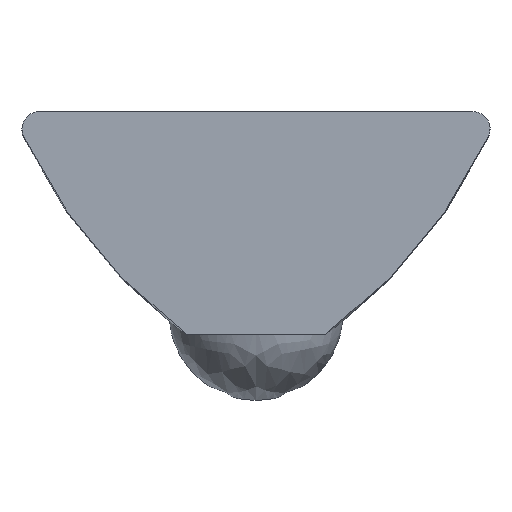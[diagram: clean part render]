
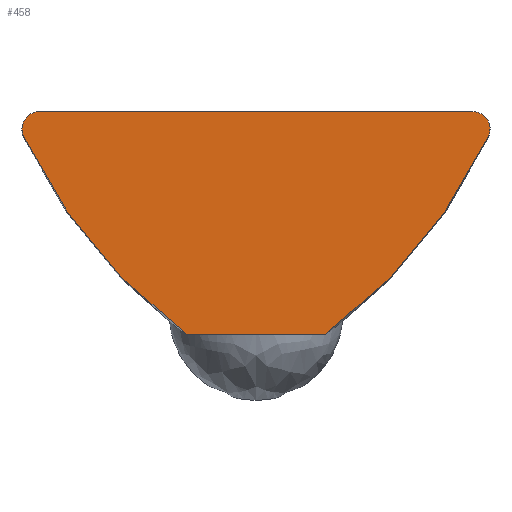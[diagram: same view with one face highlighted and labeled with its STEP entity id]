
A CAD part, top view. The second image highlights one B-rep face of the part: STEP entity #458.
In plain terms, the highlighted planar face has unit normal (0, 0, 1).
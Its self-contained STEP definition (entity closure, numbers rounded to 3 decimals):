
#45 = CIRCLE ( 'NONE', #837, 0.5 ) ;
#58 = DIRECTION ( 'NONE',  ( 0., 0., 1. ) ) ;
#62 = CARTESIAN_POINT ( 'NONE',  ( 0., -7.2, 22. ) ) ;
#63 = CARTESIAN_POINT ( 'NONE',  ( -6.686, -1.513, 22. ) ) ;
#89 = CARTESIAN_POINT ( 'NONE',  ( 0., 0., 22. ) ) ;
#121 = CARTESIAN_POINT ( 'NONE',  ( -6.233, -0.8, 22. ) ) ;
#122 = CIRCLE ( 'NONE', #504, 0.5 ) ;
#123 = CARTESIAN_POINT ( 'NONE',  ( 4.3, -0.8, 22. ) ) ;
#132 = VECTOR ( 'NONE', #770, 1000. ) ;
#148 = VERTEX_POINT ( 'NONE', #691 ) ;
#169 = ORIENTED_EDGE ( 'NONE', *, *, #809, .F. ) ;
#175 = CIRCLE ( 'NONE', #806, 0.5 ) ;
#182 = CARTESIAN_POINT ( 'NONE',  ( -6.233, -1.3, 22. ) ) ;
#192 = FACE_OUTER_BOUND ( 'NONE', #512, .T. ) ;
#193 = DIRECTION ( 'NONE',  ( 0., 0., 1. ) ) ;
#214 = EDGE_CURVE ( 'NONE', #776, #225, #45, .T. ) ;
#225 = VERTEX_POINT ( 'NONE', #696 ) ;
#226 = ORIENTED_EDGE ( 'NONE', *, *, #553, .T. ) ;
#245 = CARTESIAN_POINT ( 'NONE',  ( 6.233, -0.8, 22. ) ) ;
#253 = DIRECTION ( 'NONE',  ( -1., 0., 0. ) ) ;
#255 = CARTESIAN_POINT ( 'NONE',  ( -6.233, -1.3, 22. ) ) ;
#260 = VERTEX_POINT ( 'NONE', #63 ) ;
#272 = AXIS2_PLACEMENT_3D ( 'NONE', #89, #193, #348 ) ;
#278 = VERTEX_POINT ( 'NONE', #121 ) ;
#294 = EDGE_CURVE ( 'NONE', #278, #462, #175, .T. ) ;
#315 = CARTESIAN_POINT ( 'NONE',  ( 6.233, -1.3, 22. ) ) ;
#328 = DIRECTION ( 'NONE',  ( 1., 0., 0. ) ) ;
#348 = DIRECTION ( 'NONE',  ( 1., 0., 0. ) ) ;
#369 = ORIENTED_EDGE ( 'NONE', *, *, #214, .F. ) ;
#410 = CARTESIAN_POINT ( 'NONE',  ( -6.879, 4.89, 22. ) ) ;
#418 = EDGE_CURVE ( 'NONE', #538, #225, #672, .T. ) ;
#450 = DIRECTION ( 'NONE',  ( 0., 0., 1. ) ) ;
#458 = ADVANCED_FACE ( 'NONE', ( #192 ), #582, .T. ) ;
#462 = VERTEX_POINT ( 'NONE', #527 ) ;
#473 = AXIS2_PLACEMENT_3D ( 'NONE', #410, #722, #585 ) ;
#504 = AXIS2_PLACEMENT_3D ( 'NONE', #182, #58, #772 ) ;
#512 = EDGE_LOOP ( 'NONE', ( #805, #369, #169, #841, #765, #226, #634 ) ) ;
#527 = CARTESIAN_POINT ( 'NONE',  ( -6.733, -1.3, 22. ) ) ;
#536 = LINE ( 'NONE', #123, #604 ) ;
#538 = VERTEX_POINT ( 'NONE', #803 ) ;
#553 = EDGE_CURVE ( 'NONE', #260, #148, #695, .T. ) ;
#582 = PLANE ( 'NONE',  #272 ) ;
#585 = DIRECTION ( 'NONE',  ( -1., 0., 0. ) ) ;
#604 = VECTOR ( 'NONE', #328, 1000. ) ;
#618 = DIRECTION ( 'NONE',  ( -1., 0., 0. ) ) ;
#634 = ORIENTED_EDGE ( 'NONE', *, *, #719, .T. ) ;
#656 = AXIS2_PLACEMENT_3D ( 'NONE', #738, #744, #677 ) ;
#672 = CIRCLE ( 'NONE', #473, 15. ) ;
#677 = DIRECTION ( 'NONE',  ( -1., 0., 0. ) ) ;
#691 = CARTESIAN_POINT ( 'NONE',  ( -2., -7.2, 22. ) ) ;
#693 = DIRECTION ( 'NONE',  ( 0., 0., -1. ) ) ;
#695 = CIRCLE ( 'NONE', #656, 15. ) ;
#696 = CARTESIAN_POINT ( 'NONE',  ( 6.686, -1.513, 22. ) ) ;
#719 = EDGE_CURVE ( 'NONE', #148, #538, #735, .T. ) ;
#722 = DIRECTION ( 'NONE',  ( 0., 0., 1. ) ) ;
#733 = EDGE_CURVE ( 'NONE', #462, #260, #122, .T. ) ;
#735 = LINE ( 'NONE', #62, #132 ) ;
#738 = CARTESIAN_POINT ( 'NONE',  ( 6.879, 4.89, 22. ) ) ;
#744 = DIRECTION ( 'NONE',  ( 0., 0., 1. ) ) ;
#765 = ORIENTED_EDGE ( 'NONE', *, *, #733, .T. ) ;
#770 = DIRECTION ( 'NONE',  ( 1., 0., 0. ) ) ;
#772 = DIRECTION ( 'NONE',  ( -1., 0., 0. ) ) ;
#776 = VERTEX_POINT ( 'NONE', #245 ) ;
#803 = CARTESIAN_POINT ( 'NONE',  ( 2., -7.2, 22. ) ) ;
#805 = ORIENTED_EDGE ( 'NONE', *, *, #418, .T. ) ;
#806 = AXIS2_PLACEMENT_3D ( 'NONE', #255, #450, #253 ) ;
#809 = EDGE_CURVE ( 'NONE', #278, #776, #536, .T. ) ;
#837 = AXIS2_PLACEMENT_3D ( 'NONE', #315, #693, #618 ) ;
#841 = ORIENTED_EDGE ( 'NONE', *, *, #294, .T. ) ;
